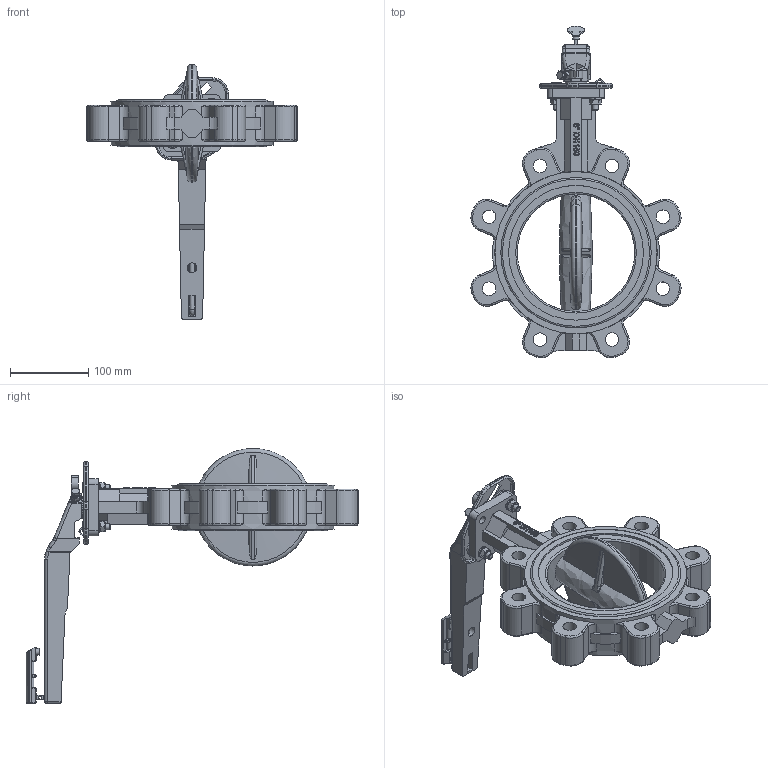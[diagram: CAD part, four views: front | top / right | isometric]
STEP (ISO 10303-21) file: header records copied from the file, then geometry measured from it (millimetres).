
FILE_DESCRIPTION((''),'2;1');
FILE_NAME('WM125340E150.stp','2012-05-11T03:05:57',('RL'),(''),'Autodesk Inventor 2012','Autodesk Inventor 2012','');
FILE_SCHEMA(('AUTOMOTIVE_DESIGN { 1 0 10303 214 1 1 1 1 }'));
Length unit declared in the file: millimetre
Products named in the file (1): WM125340E150
Bounding box: 268.26 x 423.77 x 325.5 mm (x, y, z)
Volume: 2219828.9 mm3; surface area: 371512 mm2
Topology: 14 solids, 14 shells, 944 faces, 2471 edges, 1575 vertices
Faces by surface type: plane 403, cylinder 266, torus 130, bspline 100, cone 43, sphere 2
Full cylindrical faces by diameter (mm): 4.2 x1, 4.917 x1, 6 x6, 6.647 x3, 8 x2, 8.5 x3, 8.88 x1, 10 x4, 11.63 x2, 12.5 x1, 17.294 x8, 23.002 x1, 28 x1, 32 x1, 36 x2, 150 x1, 172 x2, 192 x2, 207 x2
Entity records: 31081 total; most frequent: CARTESIAN_POINT 8405, ORIENTED_EDGE 4696, DIRECTION 4583, EDGE_CURVE 2348, AXIS2_PLACEMENT_3D 1740, VERTEX_POINT 1540, EDGE_LOOP 1138, VECTOR 1103
